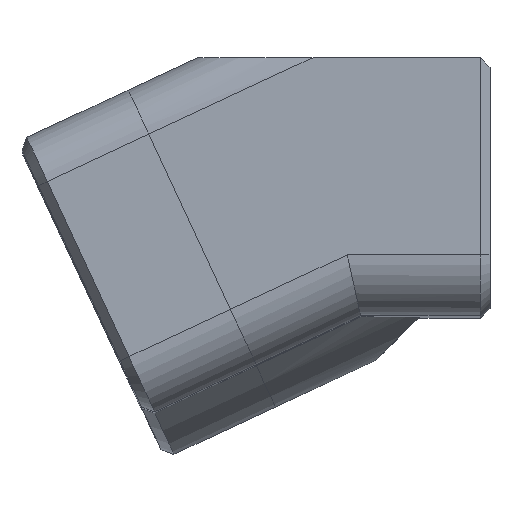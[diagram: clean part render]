
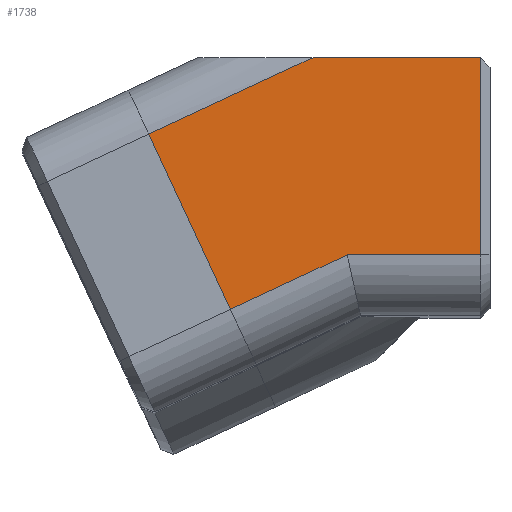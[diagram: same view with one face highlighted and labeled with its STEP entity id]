
A CAD part, top view. The second image highlights one B-rep face of the part: STEP entity #1738.
In plain terms, the highlighted planar face has unit normal (0, 0, 1).
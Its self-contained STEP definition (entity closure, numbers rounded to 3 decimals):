
#171=FACE_OUTER_BOUND('',#274,.T.);
#274=EDGE_LOOP('',(#1239,#1240,#1241,#1242,#1243,#1244));
#405=LINE('',#2620,#583);
#425=LINE('',#2673,#603);
#426=LINE('',#2677,#604);
#427=LINE('',#2679,#605);
#428=LINE('',#2681,#606);
#429=LINE('',#2682,#607);
#583=VECTOR('',#2079,10.);
#603=VECTOR('',#2127,10.);
#604=VECTOR('',#2132,10.);
#605=VECTOR('',#2133,10.);
#606=VECTOR('',#2134,10.);
#607=VECTOR('',#2135,10.);
#749=VERTEX_POINT('',#2618);
#750=VERTEX_POINT('',#2619);
#769=VERTEX_POINT('',#2672);
#770=VERTEX_POINT('',#2676);
#771=VERTEX_POINT('',#2678);
#772=VERTEX_POINT('',#2680);
#922=EDGE_CURVE('',#749,#750,#405,.T.);
#949=EDGE_CURVE('',#750,#769,#425,.T.);
#951=EDGE_CURVE('',#749,#770,#426,.T.);
#952=EDGE_CURVE('',#771,#770,#427,.T.);
#953=EDGE_CURVE('',#772,#771,#428,.T.);
#954=EDGE_CURVE('',#769,#772,#429,.T.);
#1239=ORIENTED_EDGE('',*,*,#922,.F.);
#1240=ORIENTED_EDGE('',*,*,#951,.T.);
#1241=ORIENTED_EDGE('',*,*,#952,.F.);
#1242=ORIENTED_EDGE('',*,*,#953,.F.);
#1243=ORIENTED_EDGE('',*,*,#954,.F.);
#1244=ORIENTED_EDGE('',*,*,#949,.F.);
#1671=PLANE('',#1864);
#1738=ADVANCED_FACE('',(#171),#1671,.T.);
#1864=AXIS2_PLACEMENT_3D('',#2675,#2130,#2131);
#2079=DIRECTION('',(0.,-1.,0.));
#2127=DIRECTION('',(-1.,0.,0.));
#2130=DIRECTION('center_axis',(0.,0.,1.));
#2131=DIRECTION('ref_axis',(1.,0.,0.));
#2132=DIRECTION('',(-1.,0.,0.));
#2133=DIRECTION('',(0.906,0.423,0.));
#2134=DIRECTION('',(-0.423,0.906,0.));
#2135=DIRECTION('',(-0.906,-0.423,0.));
#2618=CARTESIAN_POINT('',(11.6,10.6,0.));
#2619=CARTESIAN_POINT('',(11.6,2.5,0.));
#2620=CARTESIAN_POINT('',(11.6,0.,0.));
#2672=CARTESIAN_POINT('',(6.135,2.5,0.));
#2673=CARTESIAN_POINT('',(3.,2.5,0.));
#2675=CARTESIAN_POINT('Origin',(0.,0.,0.));
#2676=CARTESIAN_POINT('',(4.732,10.6,0.));
#2677=CARTESIAN_POINT('',(0.,10.6,0.));
#2678=CARTESIAN_POINT('',(-2.01,7.456,0.));
#2679=CARTESIAN_POINT('',(-1.185,7.841,0.));
#2680=CARTESIAN_POINT('',(1.343,0.266,0.));
#2681=CARTESIAN_POINT('',(2.558,-2.338,0.));
#2682=CARTESIAN_POINT('',(2.041,0.591,0.));
